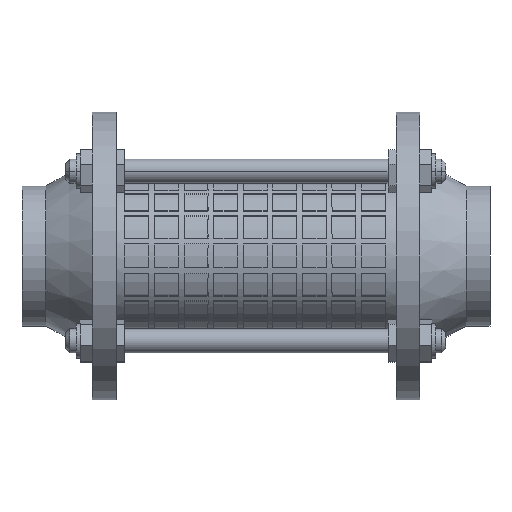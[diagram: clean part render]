
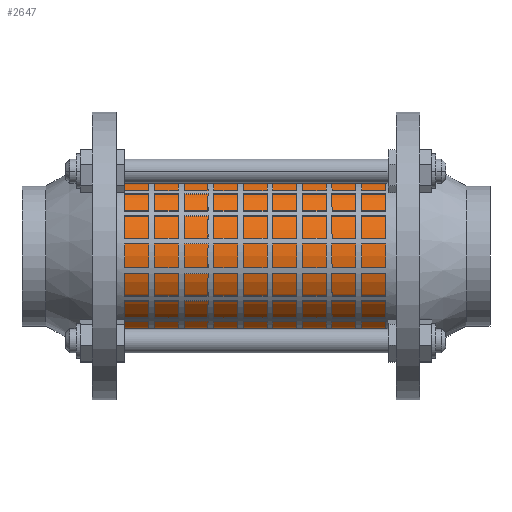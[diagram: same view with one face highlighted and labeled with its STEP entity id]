
A CAD part, front view. The second image highlights one B-rep face of the part: STEP entity #2647.
In plain terms, the highlighted cylindrical face has radius 18.8 mm (diameter 37.6 mm), a partial arc.
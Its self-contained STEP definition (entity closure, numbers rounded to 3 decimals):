
#101 = VECTOR ( 'NONE', #12227, 1000. ) ;
#1833 = EDGE_LOOP ( 'NONE', ( #3349, #16397, #9627, #10678 ) ) ;
#2010 = EDGE_CURVE ( 'NONE', #19775, #2946, #18292, .T. ) ;
#2647 = ADVANCED_FACE ( 'NONE', ( #17386 ), #11393, .T. ) ;
#2827 = EDGE_CURVE ( 'NONE', #12148, #19775, #5113, .T. ) ;
#2946 = VERTEX_POINT ( 'NONE', #12641 ) ;
#2948 = CARTESIAN_POINT ( 'NONE',  ( -37.5, 0., 0. ) ) ;
#3244 = AXIS2_PLACEMENT_3D ( 'NONE', #2948, #11775, #11637 ) ;
#3349 = ORIENTED_EDGE ( 'NONE', *, *, #12814, .F. ) ;
#3543 = CARTESIAN_POINT ( 'NONE',  ( 90.674, 0., 18.8 ) ) ;
#4839 = CARTESIAN_POINT ( 'NONE',  ( 90.674, 0., 0. ) ) ;
#5113 = LINE ( 'NONE', #3543, #101 ) ;
#6782 = CARTESIAN_POINT ( 'NONE',  ( -37.5, 0., 18.8 ) ) ;
#7898 = VECTOR ( 'NONE', #8156, 1000. ) ;
#8156 = DIRECTION ( 'NONE',  ( -1., 0., 0. ) ) ;
#9627 = ORIENTED_EDGE ( 'NONE', *, *, #2827, .T. ) ;
#9648 = CARTESIAN_POINT ( 'NONE',  ( 37.5, 0., 0. ) ) ;
#9970 = CIRCLE ( 'NONE', #25931, 18.8 ) ;
#10678 = ORIENTED_EDGE ( 'NONE', *, *, #2010, .T. ) ;
#11393 = CYLINDRICAL_SURFACE ( 'NONE', #13262, 18.8 ) ;
#11637 = DIRECTION ( 'NONE',  ( 0., 0., -1. ) ) ;
#11775 = DIRECTION ( 'NONE',  ( 1., 0., 0. ) ) ;
#12148 = VERTEX_POINT ( 'NONE', #17388 ) ;
#12227 = DIRECTION ( 'NONE',  ( -1., 0., 0. ) ) ;
#12641 = CARTESIAN_POINT ( 'NONE',  ( -37.5, 0., -18.8 ) ) ;
#12814 = EDGE_CURVE ( 'NONE', #27273, #2946, #21297, .T. ) ;
#13262 = AXIS2_PLACEMENT_3D ( 'NONE', #4839, #26529, #26114 ) ;
#13782 = DIRECTION ( 'NONE',  ( 1., 0., 0. ) ) ;
#16397 = ORIENTED_EDGE ( 'NONE', *, *, #27939, .F. ) ;
#17386 = FACE_OUTER_BOUND ( 'NONE', #1833, .T. ) ;
#17388 = CARTESIAN_POINT ( 'NONE',  ( 37.5, 0., 18.8 ) ) ;
#18292 = CIRCLE ( 'NONE', #3244, 18.8 ) ;
#19775 = VERTEX_POINT ( 'NONE', #6782 ) ;
#21297 = LINE ( 'NONE', #27583, #7898 ) ;
#23266 = CARTESIAN_POINT ( 'NONE',  ( 37.5, 0., -18.8 ) ) ;
#24794 = DIRECTION ( 'NONE',  ( 0., 0., -1. ) ) ;
#25931 = AXIS2_PLACEMENT_3D ( 'NONE', #9648, #13782, #24794 ) ;
#26114 = DIRECTION ( 'NONE',  ( 0., 0., 1. ) ) ;
#26529 = DIRECTION ( 'NONE',  ( -1., 0., 0. ) ) ;
#27273 = VERTEX_POINT ( 'NONE', #23266 ) ;
#27583 = CARTESIAN_POINT ( 'NONE',  ( 90.674, 0., -18.8 ) ) ;
#27939 = EDGE_CURVE ( 'NONE', #12148, #27273, #9970, .T. ) ;
